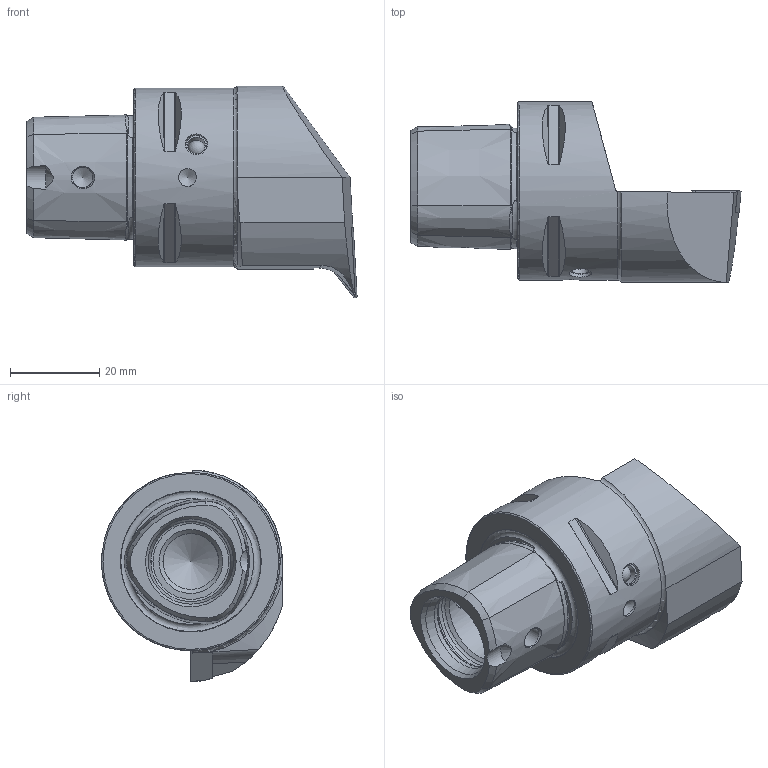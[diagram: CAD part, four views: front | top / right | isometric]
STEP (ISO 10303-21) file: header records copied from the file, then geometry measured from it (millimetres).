
FILE_DESCRIPTION (( 'STEP AP214' ), '1' );
FILE_NAME ('PS4.KVF.RUA.050.STEP', '2020-11-20T13:17:31', ( '' ), ( '' ), 'SwSTEP 2.0', 'SolidWorks 2017', '' );
FILE_SCHEMA (( 'AUTOMOTIVE_DESIGN' ));
Length unit declared in the file: millimetre
Products named in the file (5): KVT_MB_600_050; VBMT160404; WCB-ER2.001.009_A; PS4-KVF.RUA.050_A; PS4.KVF.RUA.050
Assembly tree (4 placements, depth 2):
  PS4.KVF.RUA.050
    PS4-KVF.RUA.050_A
    WCB-ER2.001.009_A
    VBMT160404
    KVT_MB_600_050
Bounding box: 74 x 40.49 x 47.5 mm (x, y, z)
Volume: 47869.8 mm3; surface area: 13351.7 mm2
Topology: 5 solids, 5 shells, 210 faces, 526 edges, 326 vertices
Faces by surface type: cone 71, plane 55, cylinder 48, torus 20, bspline 14, sphere 2
Full cylindrical faces by diameter (mm): 3.3 x1, 4 x3, 4.2 x3, 4.4 x1, 4.6 x2, 5 x3, 5.25 x1, 6.1 x1, 12.5 x1, 18 x2, 20 x1, 40 x1
Entity records: 7269 total; most frequent: CARTESIAN_POINT 2679, ORIENTED_EDGE 896, DIRECTION 838, EDGE_CURVE 448, AXIS2_PLACEMENT_3D 349, VERTEX_POINT 307, EDGE_LOOP 277, FACE_OUTER_BOUND 237
